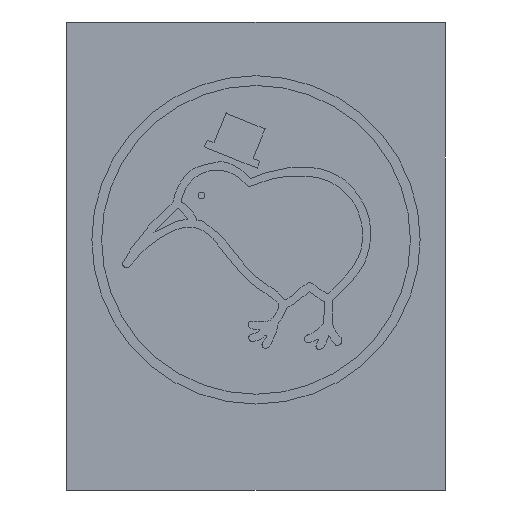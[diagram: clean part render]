
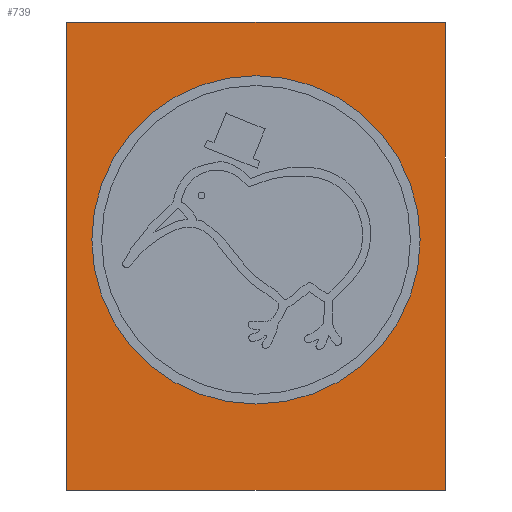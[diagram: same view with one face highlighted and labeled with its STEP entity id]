
A CAD part, front view. The second image highlights one B-rep face of the part: STEP entity #739.
In plain terms, the highlighted planar face has unit normal (0, -1, 0).
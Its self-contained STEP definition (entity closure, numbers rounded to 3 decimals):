
#30=FACE_BOUND('',#143,.T.);
#50=PLANE('',#790);
#92=FACE_OUTER_BOUND('',#142,.T.);
#142=EDGE_LOOP('',(#600,#601,#602,#603));
#143=EDGE_LOOP('',(#604));
#202=LINE('',#4178,#284);
#203=LINE('',#4180,#285);
#204=LINE('',#4182,#286);
#205=LINE('',#4183,#287);
#284=VECTOR('',#904,10.);
#285=VECTOR('',#905,10.);
#286=VECTOR('',#906,10.);
#287=VECTOR('',#907,10.);
#339=CIRCLE('',#772,33.5);
#351=VERTEX_POINT('',#1022);
#377=VERTEX_POINT('',#4176);
#378=VERTEX_POINT('',#4177);
#379=VERTEX_POINT('',#4179);
#380=VERTEX_POINT('',#4181);
#418=EDGE_CURVE('',#351,#351,#339,.T.);
#457=EDGE_CURVE('',#377,#378,#202,.T.);
#458=EDGE_CURVE('',#378,#379,#203,.T.);
#459=EDGE_CURVE('',#379,#380,#204,.T.);
#460=EDGE_CURVE('',#380,#377,#205,.T.);
#600=ORIENTED_EDGE('',*,*,#457,.T.);
#601=ORIENTED_EDGE('',*,*,#458,.T.);
#602=ORIENTED_EDGE('',*,*,#459,.T.);
#603=ORIENTED_EDGE('',*,*,#460,.T.);
#604=ORIENTED_EDGE('',*,*,#418,.T.);
#739=ADVANCED_FACE('',(#92,#30),#50,.T.);
#772=AXIS2_PLACEMENT_3D('',#1023,#837,#838);
#790=AXIS2_PLACEMENT_3D('',#4175,#902,#903);
#837=DIRECTION('center_axis',(0.,1.,0.));
#838=DIRECTION('ref_axis',(1.,0.,0.));
#902=DIRECTION('center_axis',(0.,-1.,0.));
#903=DIRECTION('ref_axis',(0.,0.,-1.));
#904=DIRECTION('',(1.,0.,0.));
#905=DIRECTION('',(0.,0.,1.));
#906=DIRECTION('',(-1.,0.,0.));
#907=DIRECTION('',(0.,0.,-1.));
#1022=CARTESIAN_POINT('',(-57.478,-80.,56.039));
#1023=CARTESIAN_POINT('Origin',(-23.978,-80.,56.039));
#4175=CARTESIAN_POINT('Origin',(-23.978,-80.,52.75));
#4176=CARTESIAN_POINT('',(-62.578,-80.,5.));
#4177=CARTESIAN_POINT('',(14.622,-80.,5.));
#4178=CARTESIAN_POINT('',(14.622,-80.,5.));
#4179=CARTESIAN_POINT('',(14.622,-80.,100.5));
#4180=CARTESIAN_POINT('',(14.622,-80.,100.5));
#4181=CARTESIAN_POINT('',(-62.578,-80.,100.5));
#4182=CARTESIAN_POINT('',(-62.578,-80.,100.5));
#4183=CARTESIAN_POINT('',(-62.578,-80.,5.));
